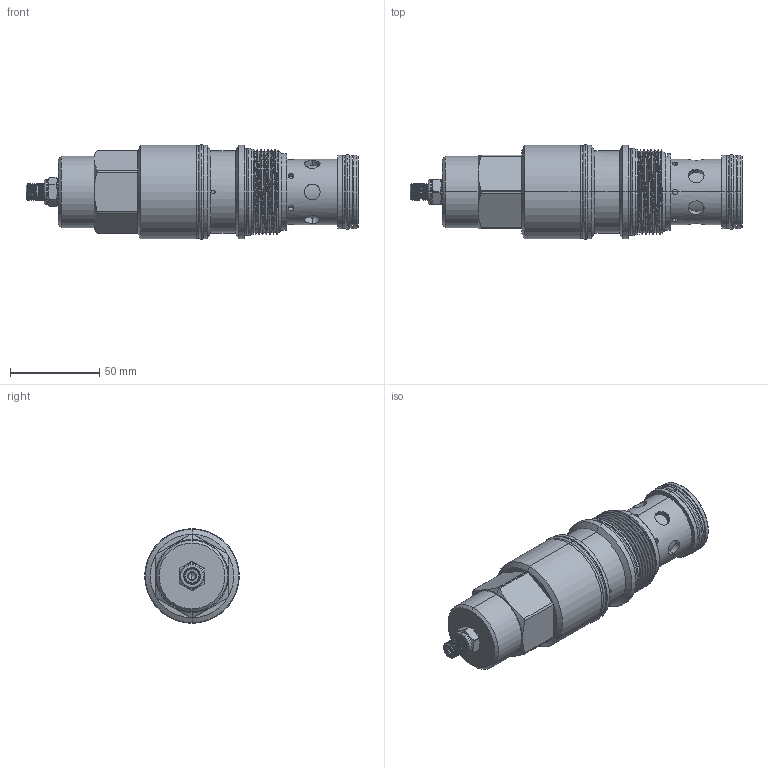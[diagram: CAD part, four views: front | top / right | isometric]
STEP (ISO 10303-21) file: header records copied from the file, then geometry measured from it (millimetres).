
FILE_DESCRIPTION (( 'STEP AP203' ), '1' );
FILE_NAME ('SD19A30-L.STEP', '2020-03-27T02:08:02', ( '' ), ( '' ), 'SwSTEP 2.0', 'SolidWorks 2018', '' );
FILE_SCHEMA (( 'CONFIG_CONTROL_DESIGN' ));
Length unit declared in the file: millimetre
Products named in the file (1): SD19A30-L
Bounding box: 186.35 x 53.11 x 53.11 mm (x, y, z)
Volume: 260522 mm3; surface area: 40696.8 mm2
Topology: 7 solids, 7 shells, 292 faces, 683 edges, 425 vertices
Faces by surface type: cylinder 149, plane 63, cone 40, torus 31, bspline 9
Entity records: 16889 total; most frequent: CARTESIAN_POINT 10410, ORIENTED_EDGE 1362, DIRECTION 1312, EDGE_CURVE 681, AXIS2_PLACEMENT_3D 545, VERTEX_POINT 425, EDGE_LOOP 326, FACE_OUTER_BOUND 292
